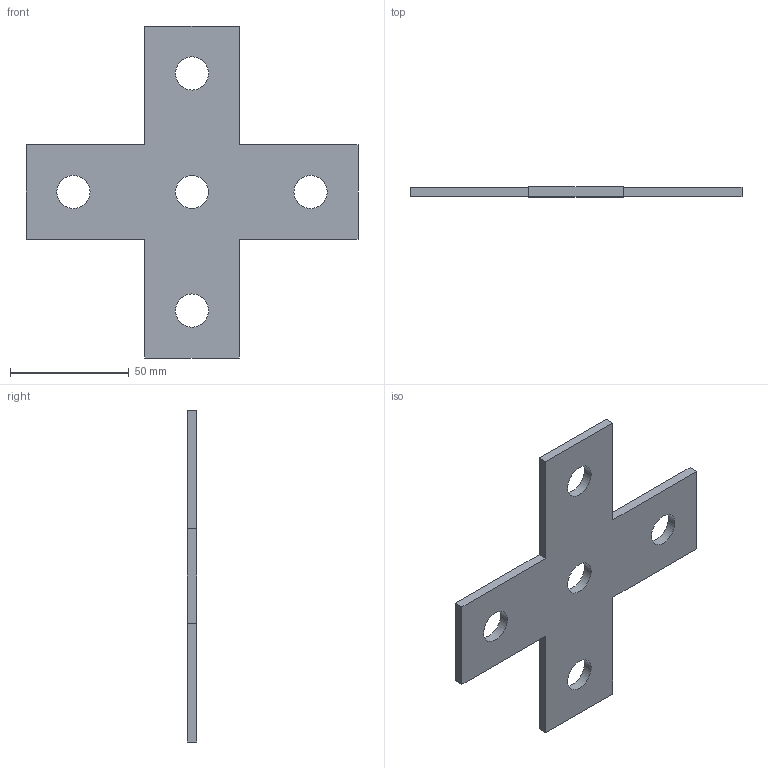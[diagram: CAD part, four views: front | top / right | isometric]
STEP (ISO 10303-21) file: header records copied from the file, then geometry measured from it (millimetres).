
FILE_DESCRIPTION(/* description */ (''),/* implementation_level */ '2;1');
FILE_NAME(/* name */ 'USX.ipt.stp',/* time_stamp */ '2023-05-17T09:46:41+03:00',/* author */ ('Man88'),/* organization */ (''),/* preprocessor_version */ 'ST-DEVELOPER v19.2',/* originating_system */ 'Autodesk Inventor 2023',/* authorisation */ '');
FILE_SCHEMA (('AUTOMOTIVE_DESIGN { 1 0 10303 214 3 1 1 }'));
Length unit declared in the file: millimetre
Products named in the file (1): Соединительная пластина 
х-образная (5 отверстий)
, USX
Bounding box: 140 x 4 x 140 mm (x, y, z)
Volume: 35321.2 mm3; surface area: 20780.3 mm2
Topology: 1 solids, 1 shells, 19 faces, 51 edges, 34 vertices
Faces by surface type: plane 14, cylinder 5
Full cylindrical faces by diameter (mm): 14 x5
Entity records: 658 total; most frequent: CARTESIAN_POINT 105, ORIENTED_EDGE 102, DIRECTION 101, EDGE_CURVE 51, LINE 41, VECTOR 41, VERTEX_POINT 34, AXIS2_PLACEMENT_3D 30
